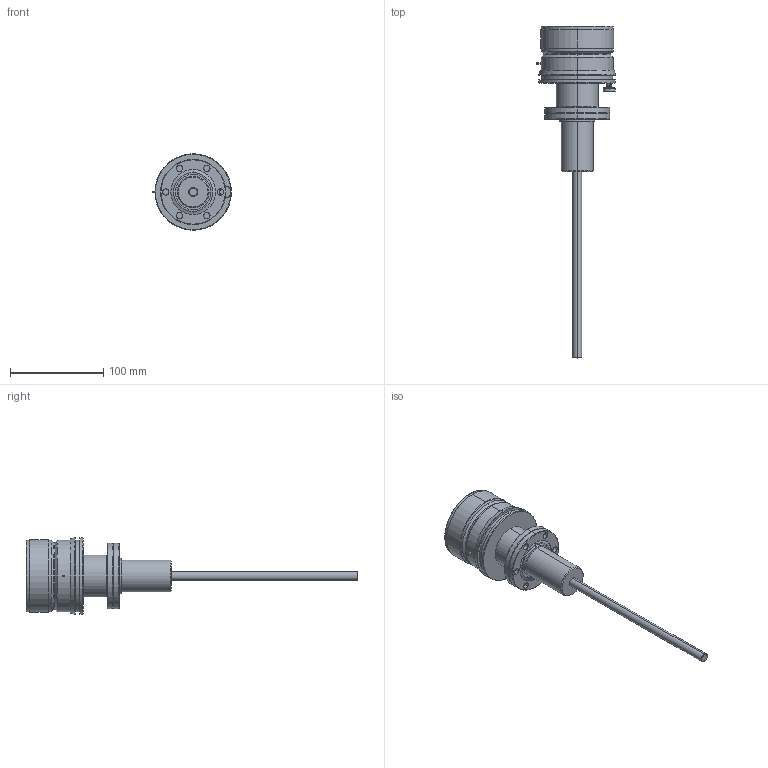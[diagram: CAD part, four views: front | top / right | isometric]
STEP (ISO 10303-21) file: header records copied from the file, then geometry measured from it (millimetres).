
FILE_DESCRIPTION((''),'2;1');
FILE_NAME('ZRD7','2011-08-05T',('enver.celik'),(''),'PRO/ENGINEER BY PARAMETRIC TECHNOLOGY CORPORATION, 2010140','PRO/ENGINEER BY PARAMETRIC TECHNOLOGY CORPORATION, 2010140','');
FILE_SCHEMA(('CONFIG_CONTROL_DESIGN'));
Length unit declared in the file: millimetre
Products named in the file (1): ZRD7
Bounding box: 84.5 x 356 x 82 mm (x, y, z)
Volume: 442754.9 mm3; surface area: 52949 mm2
Topology: 1 solids, 1 shells, 102 faces, 233 edges, 146 vertices
Faces by surface type: cylinder 52, cone 30, plane 16, bspline 2, torus 2
Entity records: 6165 total; most frequent: CARTESIAN_POINT 3705, DIRECTION 555, ORIENTED_EDGE 466, AXIS2_PLACEMENT_3D 236, EDGE_CURVE 233, VERTEX_POINT 146, CIRCLE 136, EDGE_LOOP 129
